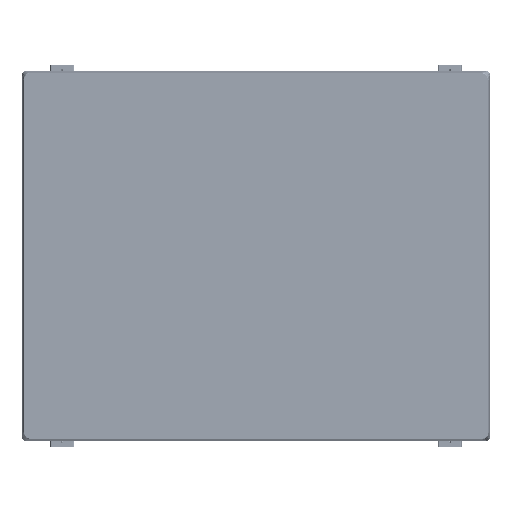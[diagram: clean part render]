
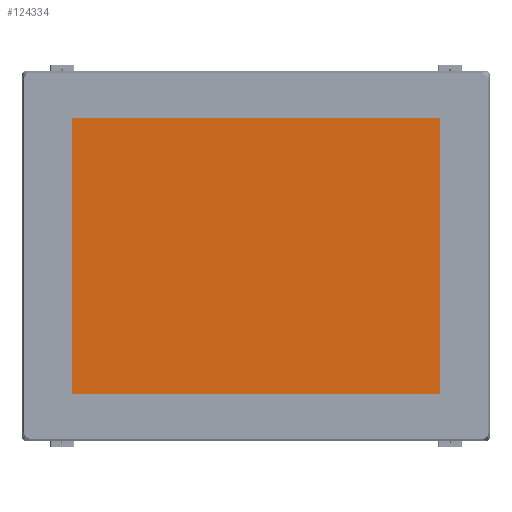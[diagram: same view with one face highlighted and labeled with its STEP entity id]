
A CAD part, top view. The second image highlights one B-rep face of the part: STEP entity #124334.
In plain terms, the highlighted planar face has unit normal (0, 0, 1).
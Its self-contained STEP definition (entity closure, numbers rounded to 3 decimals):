
#4341=LINE('',#179281,#16677);
#4342=LINE('',#179285,#16678);
#4343=LINE('',#179289,#16679);
#4344=LINE('',#179292,#16680);
#16677=VECTOR('',#143426,10.);
#16678=VECTOR('',#143429,10.);
#16679=VECTOR('',#143432,10.);
#16680=VECTOR('',#143435,10.);
#32079=FACE_OUTER_BOUND('',#39361,.T.);
#39361=EDGE_LOOP('',(#82952,#82953,#82954,#82955,#82956,#82957,#82958,#82959));
#48232=CIRCLE('',#131644,0.5);
#48233=CIRCLE('',#131645,0.5);
#48234=CIRCLE('',#131646,0.5);
#48235=CIRCLE('',#131647,0.5);
#52129=VERTEX_POINT('',#179277);
#52130=VERTEX_POINT('',#179278);
#52131=VERTEX_POINT('',#179280);
#52132=VERTEX_POINT('',#179282);
#52133=VERTEX_POINT('',#179284);
#52134=VERTEX_POINT('',#179286);
#52135=VERTEX_POINT('',#179288);
#52136=VERTEX_POINT('',#179290);
#64252=EDGE_CURVE('',#52129,#52130,#48232,.T.);
#64253=EDGE_CURVE('',#52130,#52131,#4341,.T.);
#64254=EDGE_CURVE('',#52131,#52132,#48233,.T.);
#64255=EDGE_CURVE('',#52132,#52133,#4342,.T.);
#64256=EDGE_CURVE('',#52133,#52134,#48234,.T.);
#64257=EDGE_CURVE('',#52134,#52135,#4343,.T.);
#64258=EDGE_CURVE('',#52135,#52136,#48235,.T.);
#64259=EDGE_CURVE('',#52136,#52129,#4344,.T.);
#82952=ORIENTED_EDGE('',*,*,#64252,.T.);
#82953=ORIENTED_EDGE('',*,*,#64253,.T.);
#82954=ORIENTED_EDGE('',*,*,#64254,.T.);
#82955=ORIENTED_EDGE('',*,*,#64255,.T.);
#82956=ORIENTED_EDGE('',*,*,#64256,.T.);
#82957=ORIENTED_EDGE('',*,*,#64257,.T.);
#82958=ORIENTED_EDGE('',*,*,#64258,.T.);
#82959=ORIENTED_EDGE('',*,*,#64259,.T.);
#120356=PLANE('',#131643);
#124334=ADVANCED_FACE('',(#32079),#120356,.T.);
#131643=AXIS2_PLACEMENT_3D('',#179276,#143422,#143423);
#131644=AXIS2_PLACEMENT_3D('',#179279,#143424,#143425);
#131645=AXIS2_PLACEMENT_3D('',#179283,#143427,#143428);
#131646=AXIS2_PLACEMENT_3D('',#179287,#143430,#143431);
#131647=AXIS2_PLACEMENT_3D('',#179291,#143433,#143434);
#143422=DIRECTION('center_axis',(0.,0.,
1.));
#143423=DIRECTION('ref_axis',(1.,0.,0.));
#143424=DIRECTION('center_axis',(0.,0.,
1.));
#143425=DIRECTION('ref_axis',(-1.,0.,0.));
#143426=DIRECTION('',(-1.,0.,0.));
#143427=DIRECTION('center_axis',(0.,0.,
1.));
#143428=DIRECTION('ref_axis',(0.,-1.,0.));
#143429=DIRECTION('',(0.,-1.,0.));
#143430=DIRECTION('center_axis',(0.,0.,
1.));
#143431=DIRECTION('ref_axis',(1.,0.,0.));
#143432=DIRECTION('',(1.,0.,0.));
#143433=DIRECTION('center_axis',(0.,0.,
1.));
#143434=DIRECTION('ref_axis',(0.,1.,0.));
#143435=DIRECTION('',(0.,1.,0.));
#179276=CARTESIAN_POINT('Origin',(0.,0.,
-0.2));
#179277=CARTESIAN_POINT('',(123.5,92.25,-0.2));
#179278=CARTESIAN_POINT('',(123.,92.75,-0.2));
#179279=CARTESIAN_POINT('Origin',(123.,92.25,-0.2));
#179280=CARTESIAN_POINT('',(-123.,92.75,-0.2));
#179281=CARTESIAN_POINT('',(-61.5,92.75,-0.2));
#179282=CARTESIAN_POINT('',(-123.5,92.25,-0.2));
#179283=CARTESIAN_POINT('Origin',(-123.,92.25,-0.2));
#179284=CARTESIAN_POINT('',(-123.5,-92.25,-0.2));
#179285=CARTESIAN_POINT('',(-123.5,-46.125,-0.2));
#179286=CARTESIAN_POINT('',(-123.,-92.75,-0.2));
#179287=CARTESIAN_POINT('Origin',(-123.,-92.25,-0.2));
#179288=CARTESIAN_POINT('',(123.,-92.75,-0.2));
#179289=CARTESIAN_POINT('',(61.5,-92.75,-0.2));
#179290=CARTESIAN_POINT('',(123.5,-92.25,-0.2));
#179291=CARTESIAN_POINT('Origin',(123.,-92.25,-0.2));
#179292=CARTESIAN_POINT('',(123.5,46.125,-0.2));
